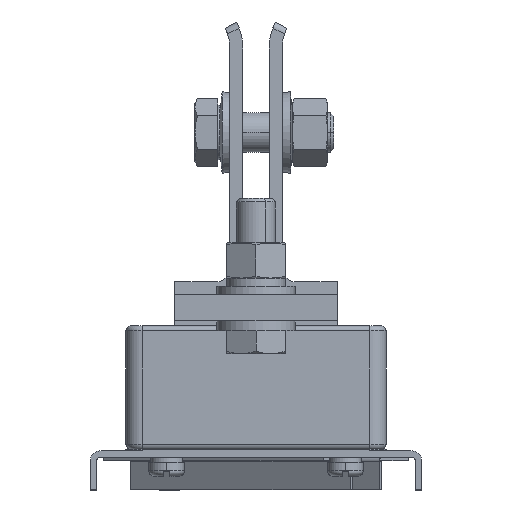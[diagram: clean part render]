
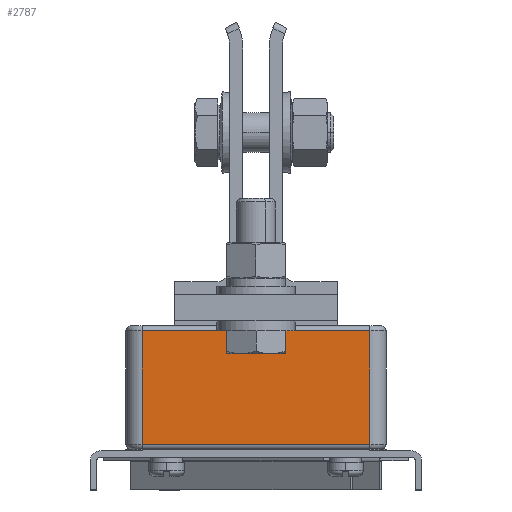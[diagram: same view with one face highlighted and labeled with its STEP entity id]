
A CAD part, front view. The second image highlights one B-rep face of the part: STEP entity #2787.
In plain terms, the highlighted planar face has unit normal (0, -1, 0).
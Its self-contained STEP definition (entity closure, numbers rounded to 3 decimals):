
#2787=ADVANCED_FACE('20570',(#6141),#6142,.T.);
#6141=FACE_OUTER_BOUND('',#22868,.T.);
#6142=PLANE('',#22869);
#22868=EDGE_LOOP('',(#31497,#31498,#31499,#31500));
#22869=AXIS2_PLACEMENT_3D('',#31501,#31502,#31503);
#31497=ORIENTED_EDGE('',*,*,#39155,.T.);
#31498=ORIENTED_EDGE('',*,*,#39157,.T.);
#31499=ORIENTED_EDGE('',*,*,#39158,.T.);
#31500=ORIENTED_EDGE('',*,*,#39159,.T.);
#31501=CARTESIAN_POINT('',(11.0,45.,12.5));
#31502=DIRECTION('',(0.0,-1.0,0.));
#31503=DIRECTION('',(-1.0,0.0,0.0));
#39155=EDGE_CURVE('17007',#44966,#44972,#44974,.T.);
#39157=EDGE_CURVE('16973',#44972,#44976,#44977,.T.);
#39158=EDGE_CURVE('16990',#44976,#44978,#44979,.T.);
#39159=EDGE_CURVE('17005',#44978,#44966,#44980,.T.);
#44966=VERTEX_POINT('',#125125);
#44972=VERTEX_POINT('',#125131);
#44974=LINE('',#125133,#125134);
#44976=VERTEX_POINT('',#125136);
#44977=LINE('',#125137,#125138);
#44978=VERTEX_POINT('',#125139);
#44979=LINE('',#125140,#125141);
#44980=LINE('',#125142,#125143);
#125125=CARTESIAN_POINT('',(16.0,45.,49.));
#125131=CARTESIAN_POINT('',(16.0,45.,14.));
#125133=CARTESIAN_POINT('',(16.0,45.,49.));
#125134=VECTOR('',#131609,1.0);
#125136=CARTESIAN_POINT('',(86.0,45.,14.));
#125137=CARTESIAN_POINT('',(16.0,45.,14.));
#125138=VECTOR('',#131610,1.0);
#125139=CARTESIAN_POINT('',(86.0,45.,49.));
#125140=CARTESIAN_POINT('',(86.0,45.,14.));
#125141=VECTOR('',#131611,1.0);
#125142=CARTESIAN_POINT('',(86.0,45.,49.));
#125143=VECTOR('',#131612,1.0);
#131609=DIRECTION('',(0.0,0.,-1.0));
#131610=DIRECTION('',(1.0,0.0,0.0));
#131611=DIRECTION('',(0.0,0.,1.0));
#131612=DIRECTION('',(-1.0,0.0,0.0));
